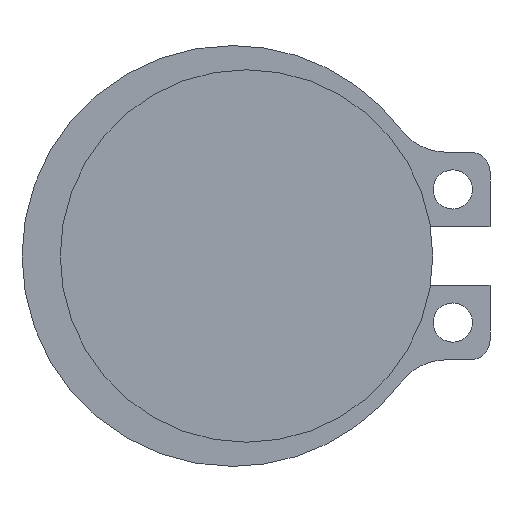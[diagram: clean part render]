
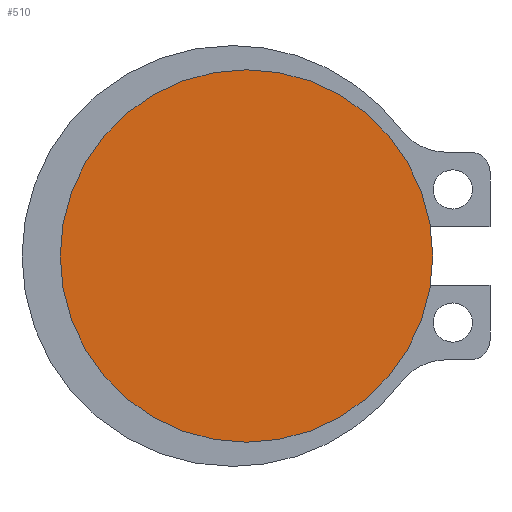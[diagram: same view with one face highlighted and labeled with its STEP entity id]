
A CAD part, left-side view. The second image highlights one B-rep face of the part: STEP entity #510.
In plain terms, the highlighted planar face has unit normal (-1, 0, 0).
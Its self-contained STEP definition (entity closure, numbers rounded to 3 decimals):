
#10 = EDGE_CURVE ( 'NONE', #1031, #677, #746, .T. ) ;
#142 = CIRCLE ( 'NONE', #461, 9.5 ) ;
#144 = AXIS2_PLACEMENT_3D ( 'NONE', #444, #657, #1041 ) ;
#444 = CARTESIAN_POINT ( 'NONE',  ( 0., 0., 0. ) ) ;
#461 = AXIS2_PLACEMENT_3D ( 'NONE', #1012, #1234, #731 ) ;
#510 = ADVANCED_FACE ( 'NONE', ( #533 ), #1254, .F. ) ;
#533 = FACE_OUTER_BOUND ( 'NONE', #726, .T. ) ;
#657 = DIRECTION ( 'NONE',  ( 1., 0., 0. ) ) ;
#677 = VERTEX_POINT ( 'NONE', #824 ) ;
#690 = ORIENTED_EDGE ( 'NONE', *, *, #10, .T. ) ;
#695 = EDGE_CURVE ( 'NONE', #677, #1031, #142, .T. ) ;
#701 = ORIENTED_EDGE ( 'NONE', *, *, #695, .T. ) ;
#726 = EDGE_LOOP ( 'NONE', ( #690, #701 ) ) ;
#730 = AXIS2_PLACEMENT_3D ( 'NONE', #1302, #870, #964 ) ;
#731 = DIRECTION ( 'NONE',  ( 0., 0., 1. ) ) ;
#746 = CIRCLE ( 'NONE', #730, 9.5 ) ;
#824 = CARTESIAN_POINT ( 'NONE',  ( 0., 0., -9.5 ) ) ;
#870 = DIRECTION ( 'NONE',  ( -1., 0., 0. ) ) ;
#964 = DIRECTION ( 'NONE',  ( 0., 0., 1. ) ) ;
#1012 = CARTESIAN_POINT ( 'NONE',  ( 0., 0., 0. ) ) ;
#1031 = VERTEX_POINT ( 'NONE', #1186 ) ;
#1041 = DIRECTION ( 'NONE',  ( 0., 0., -1. ) ) ;
#1186 = CARTESIAN_POINT ( 'NONE',  ( 0., 0., 9.5 ) ) ;
#1234 = DIRECTION ( 'NONE',  ( -1., 0., 0. ) ) ;
#1254 = PLANE ( 'NONE',  #144 ) ;
#1302 = CARTESIAN_POINT ( 'NONE',  ( 0., 0., 0. ) ) ;
